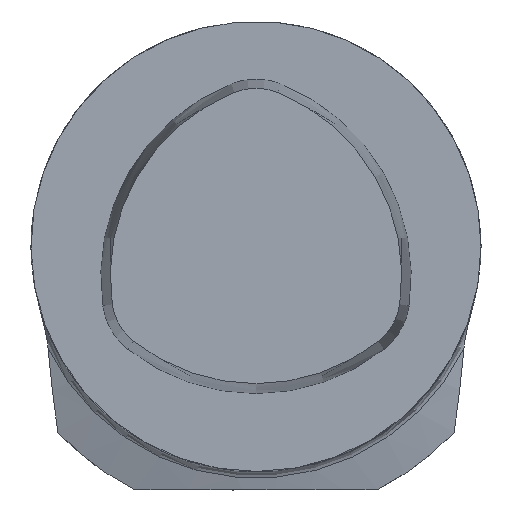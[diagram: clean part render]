
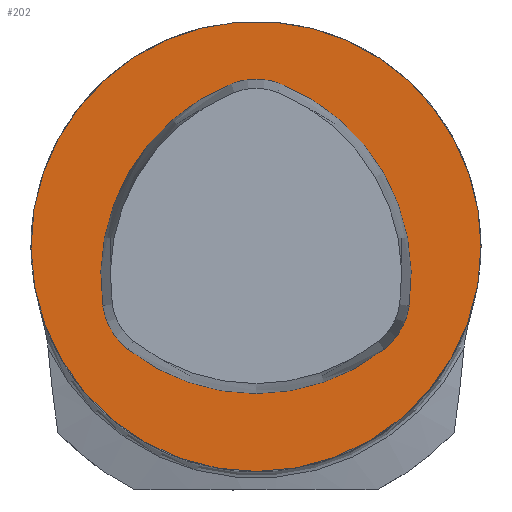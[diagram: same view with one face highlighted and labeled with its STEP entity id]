
A CAD part, top view. The second image highlights one B-rep face of the part: STEP entity #202.
In plain terms, the highlighted planar face has unit normal (0, 0, 1).
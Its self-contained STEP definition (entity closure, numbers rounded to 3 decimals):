
#100=FACE_BOUND('',#378,.T.);
#101=FACE_BOUND('',#379,.T.);
#126=CIRCLE('',#1343,31.5);
#133=CIRCLE('',#1357,29.);
#134=CIRCLE('',#1358,9.4);
#135=CIRCLE('',#1359,29.);
#136=CIRCLE('',#1360,9.4);
#137=CIRCLE('',#1361,29.);
#138=CIRCLE('',#1362,9.4);
#202=ADVANCED_FACE('',(#100,#101),#258,.T.);
#258=PLANE('',#1363);
#378=EDGE_LOOP('',(#610));
#379=EDGE_LOOP('',(#611,#612,#613,#614,#615,#616));
#610=ORIENTED_EDGE('',*,*,#971,.T.);
#611=ORIENTED_EDGE('',*,*,#986,.F.);
#612=ORIENTED_EDGE('',*,*,#987,.F.);
#613=ORIENTED_EDGE('',*,*,#988,.F.);
#614=ORIENTED_EDGE('',*,*,#989,.F.);
#615=ORIENTED_EDGE('',*,*,#990,.F.);
#616=ORIENTED_EDGE('',*,*,#991,.F.);
#842=VERTEX_POINT('',#1994);
#857=VERTEX_POINT('',#2027);
#858=VERTEX_POINT('',#2028);
#859=VERTEX_POINT('',#2030);
#860=VERTEX_POINT('',#2032);
#861=VERTEX_POINT('',#2034);
#862=VERTEX_POINT('',#2036);
#971=EDGE_CURVE('',#842,#842,#126,.T.);
#986=EDGE_CURVE('',#857,#858,#133,.T.);
#987=EDGE_CURVE('',#859,#857,#134,.T.);
#988=EDGE_CURVE('',#860,#859,#135,.T.);
#989=EDGE_CURVE('',#861,#860,#136,.T.);
#990=EDGE_CURVE('',#862,#861,#137,.T.);
#991=EDGE_CURVE('',#858,#862,#138,.T.);
#1343=AXIS2_PLACEMENT_3D('',#1993,#1575,#1576);
#1357=AXIS2_PLACEMENT_3D('',#2026,#1607,#1608);
#1358=AXIS2_PLACEMENT_3D('',#2029,#1609,#1610);
#1359=AXIS2_PLACEMENT_3D('',#2031,#1611,#1612);
#1360=AXIS2_PLACEMENT_3D('',#2033,#1613,#1614);
#1361=AXIS2_PLACEMENT_3D('',#2035,#1615,#1616);
#1362=AXIS2_PLACEMENT_3D('',#2037,#1617,#1618);
#1363=AXIS2_PLACEMENT_3D('',#2038,#1619,#1620);
#1575=DIRECTION('',(0.,0.,1.));
#1576=DIRECTION('',(1.,0.,0.));
#1607=DIRECTION('',(0.,0.,1.));
#1608=DIRECTION('',(1.,0.,0.));
#1609=DIRECTION('',(0.,0.,1.));
#1610=DIRECTION('',(1.,0.,0.));
#1611=DIRECTION('',(0.,0.,1.));
#1612=DIRECTION('',(1.,0.,0.));
#1613=DIRECTION('',(0.,0.,1.));
#1614=DIRECTION('',(1.,0.,0.));
#1615=DIRECTION('',(0.,0.,1.));
#1616=DIRECTION('',(1.,0.,0.));
#1617=DIRECTION('',(0.,0.,1.));
#1618=DIRECTION('',(1.,0.,0.));
#1619=DIRECTION('',(0.,0.,1.));
#1620=DIRECTION('',(-1.,0.,0.));
#1993=CARTESIAN_POINT('',(0.,0.,0.));
#1994=CARTESIAN_POINT('',(31.5,0.,0.));
#2026=CARTESIAN_POINT('',(7.275,-4.2,0.));
#2027=CARTESIAN_POINT('',(-3.489,22.729,0.));
#2028=CARTESIAN_POINT('',(-21.428,-8.343,0.));
#2029=CARTESIAN_POINT('',(0.,14.,0.));
#2030=CARTESIAN_POINT('',(3.489,22.729,0.));
#2031=CARTESIAN_POINT('',(-7.275,-4.2,0.));
#2032=CARTESIAN_POINT('',(21.428,-8.343,0.));
#2033=CARTESIAN_POINT('',(12.124,-7.,0.));
#2034=CARTESIAN_POINT('',(17.939,-14.386,0.));
#2035=CARTESIAN_POINT('',(0.,8.4,0.));
#2036=CARTESIAN_POINT('',(-17.939,-14.386,0.));
#2037=CARTESIAN_POINT('',(-12.124,-7.,0.));
#2038=CARTESIAN_POINT('',(0.,0.,0.));
